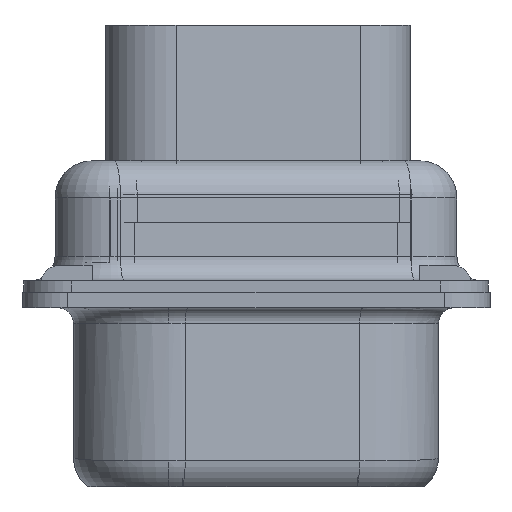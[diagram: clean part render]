
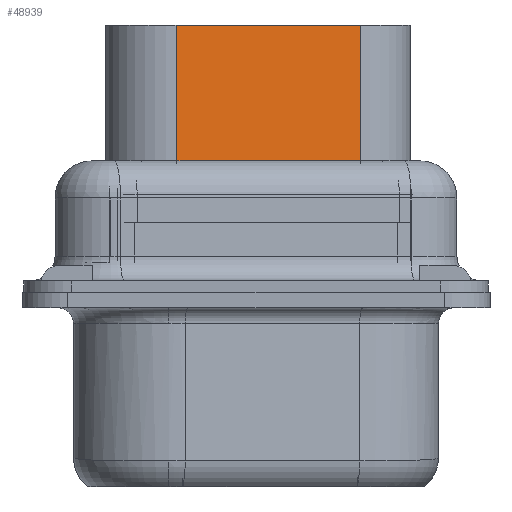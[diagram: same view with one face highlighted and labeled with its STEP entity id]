
A CAD part, left-side view. The second image highlights one B-rep face of the part: STEP entity #48939.
In plain terms, the highlighted planar face has unit normal (-0.985, -0.174, 0).
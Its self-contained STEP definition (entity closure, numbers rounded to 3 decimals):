
#293 = EDGE_CURVE ( 'NONE', #86642, #46682, #32706, .T. ) ;
#3362 = ORIENTED_EDGE ( 'NONE', *, *, #10548, .T. ) ;
#4751 = EDGE_CURVE ( 'NONE', #120051, #86642, #73993, .T. ) ;
#10548 = EDGE_CURVE ( 'NONE', #102274, #120051, #31813, .T. ) ;
#11198 = EDGE_LOOP ( 'NONE', ( #58150, #22614, #3362, #21594 ) ) ;
#12552 = VECTOR ( 'NONE', #66061, 1000. ) ;
#12888 = CARTESIAN_POINT ( 'NONE',  ( -26.053, 2.626, 8.77 ) ) ;
#21594 = ORIENTED_EDGE ( 'NONE', *, *, #4751, .T. ) ;
#22614 = ORIENTED_EDGE ( 'NONE', *, *, #61724, .F. ) ;
#29124 = VECTOR ( 'NONE', #83227, 1000. ) ;
#31813 = LINE ( 'NONE', #86540, #69715 ) ;
#32706 = LINE ( 'NONE', #45602, #29124 ) ;
#36804 = CARTESIAN_POINT ( 'NONE',  ( -24.986, -3.424, 8.77 ) ) ;
#45602 = CARTESIAN_POINT ( 'NONE',  ( -26.053, 2.626, 3.86 ) ) ;
#46271 = VECTOR ( 'NONE', #104314, 1000. ) ;
#46682 = VERTEX_POINT ( 'NONE', #49539 ) ;
#48939 = ADVANCED_FACE ( 'NONE', ( #86311 ), #117661, .T. ) ;
#49539 = CARTESIAN_POINT ( 'NONE',  ( -24.986, -3.424, 3.86 ) ) ;
#58150 = ORIENTED_EDGE ( 'NONE', *, *, #293, .T. ) ;
#60969 = CARTESIAN_POINT ( 'NONE',  ( -26.053, 2.626, 3.86 ) ) ;
#61724 = EDGE_CURVE ( 'NONE', #102274, #46682, #84090, .T. ) ;
#65363 = CARTESIAN_POINT ( 'NONE',  ( -24.986, -3.424, 8.77 ) ) ;
#66061 = DIRECTION ( 'NONE',  ( 0., 0., -1. ) ) ;
#69715 = VECTOR ( 'NONE', #86119, 1000. ) ;
#73993 = LINE ( 'NONE', #108108, #46271 ) ;
#83227 = DIRECTION ( 'NONE',  ( 0.174, -0.985, 0. ) ) ;
#83407 = AXIS2_PLACEMENT_3D ( 'NONE', #116449, #116181, #116026 ) ;
#84090 = LINE ( 'NONE', #65363, #12552 ) ;
#86119 = DIRECTION ( 'NONE',  ( -0.174, 0.985, 0. ) ) ;
#86311 = FACE_OUTER_BOUND ( 'NONE', #11198, .T. ) ;
#86540 = CARTESIAN_POINT ( 'NONE',  ( -26.053, 2.626, 8.77 ) ) ;
#86642 = VERTEX_POINT ( 'NONE', #60969 ) ;
#102274 = VERTEX_POINT ( 'NONE', #36804 ) ;
#104314 = DIRECTION ( 'NONE',  ( 0., 0., -1. ) ) ;
#108108 = CARTESIAN_POINT ( 'NONE',  ( -26.053, 2.626, 8.77 ) ) ;
#116026 = DIRECTION ( 'NONE',  ( 0.174, -0.985, 0. ) ) ;
#116181 = DIRECTION ( 'NONE',  ( -0.985, -0.174, 0. ) ) ;
#116449 = CARTESIAN_POINT ( 'NONE',  ( -26.053, 2.626, 8.77 ) ) ;
#117661 = PLANE ( 'NONE',  #83407 ) ;
#120051 = VERTEX_POINT ( 'NONE', #12888 ) ;
